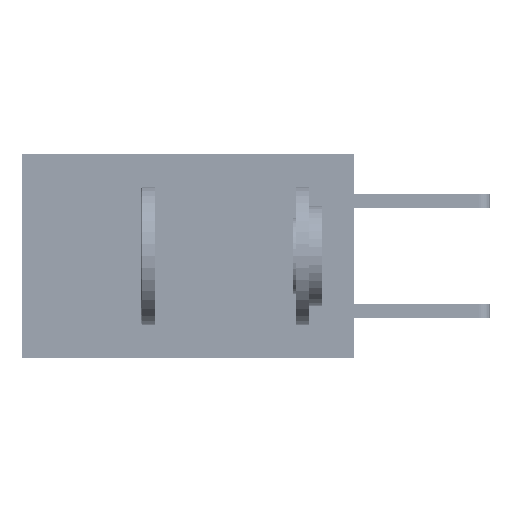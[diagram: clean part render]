
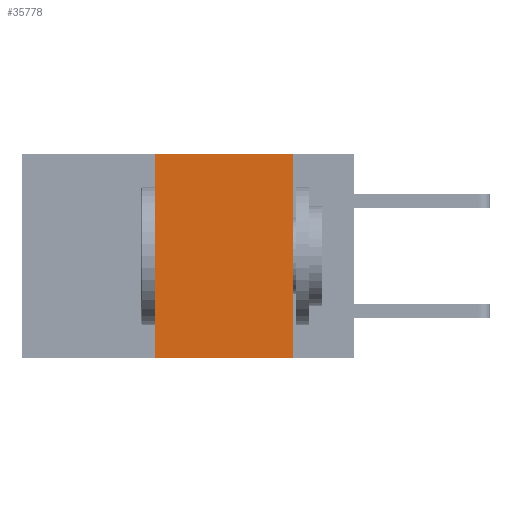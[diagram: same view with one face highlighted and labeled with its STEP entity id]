
A CAD part, left-side view. The second image highlights one B-rep face of the part: STEP entity #35778.
In plain terms, the highlighted planar face has unit normal (-1, 0, 0).
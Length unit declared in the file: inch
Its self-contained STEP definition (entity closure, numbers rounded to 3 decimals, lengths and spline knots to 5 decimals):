
#3202 = CARTESIAN_POINT ( 'NONE',  ( 0., 0.6, 0. ) ) ;
#3489 = AXIS2_PLACEMENT_3D ( 'NONE', #42644, #10381, #6651 ) ;
#6025 = EDGE_CURVE ( 'NONE', #49801, #43987, #29083, .T. ) ;
#6200 = VECTOR ( 'NONE', #32319, 39.37008 ) ;
#6651 = DIRECTION ( 'NONE',  ( 0., 0., -1. ) ) ;
#6680 = DIRECTION ( 'NONE',  ( 0., -1., 0. ) ) ;
#8027 = EDGE_CURVE ( 'NONE', #30106, #37158, #47949, .T. ) ;
#10134 = FACE_OUTER_BOUND ( 'NONE', #48840, .T. ) ;
#10381 = DIRECTION ( 'NONE',  ( 1., 0., 0. ) ) ;
#11615 = CARTESIAN_POINT ( 'NONE',  ( 0., 0.36, -0.37 ) ) ;
#17611 = CARTESIAN_POINT ( 'NONE',  ( 0., 0.11, -0.37 ) ) ;
#18921 = CARTESIAN_POINT ( 'NONE',  ( 0., 0.11, 0. ) ) ;
#22462 = VECTOR ( 'NONE', #50043, 39.37008 ) ;
#23243 = EDGE_CURVE ( 'NONE', #49801, #30106, #30340, .T. ) ;
#27158 = PLANE ( 'NONE',  #3489 ) ;
#27965 = CARTESIAN_POINT ( 'NONE',  ( 0., 0.11, 0. ) ) ;
#28864 = ORIENTED_EDGE ( 'NONE', *, *, #8027, .F. ) ;
#29083 = LINE ( 'NONE', #32830, #6200 ) ;
#30106 = VERTEX_POINT ( 'NONE', #47099 ) ;
#30340 = LINE ( 'NONE', #50302, #22462 ) ;
#30543 = ORIENTED_EDGE ( 'NONE', *, *, #45295, .F. ) ;
#32319 = DIRECTION ( 'NONE',  ( 0., -1., 0. ) ) ;
#32830 = CARTESIAN_POINT ( 'NONE',  ( 0., 0.6, -0.37 ) ) ;
#35738 = LINE ( 'NONE', #18921, #38014 ) ;
#35778 = ADVANCED_FACE ( 'NONE', ( #10134 ), #27158, .F. ) ;
#37158 = VERTEX_POINT ( 'NONE', #27965 ) ;
#38014 = VECTOR ( 'NONE', #51418, 39.37008 ) ;
#40409 = ORIENTED_EDGE ( 'NONE', *, *, #23243, .F. ) ;
#40857 = VECTOR ( 'NONE', #6680, 39.37008 ) ;
#42644 = CARTESIAN_POINT ( 'NONE',  ( 0., 0.6, 0. ) ) ;
#43987 = VERTEX_POINT ( 'NONE', #17611 ) ;
#45295 = EDGE_CURVE ( 'NONE', #37158, #43987, #35738, .T. ) ;
#47099 = CARTESIAN_POINT ( 'NONE',  ( 0., 0.36, 0. ) ) ;
#47949 = LINE ( 'NONE', #3202, #40857 ) ;
#48840 = EDGE_LOOP ( 'NONE', ( #30543, #28864, #40409, #51423 ) ) ;
#49801 = VERTEX_POINT ( 'NONE', #11615 ) ;
#50043 = DIRECTION ( 'NONE',  ( 0., 0., 1. ) ) ;
#50302 = CARTESIAN_POINT ( 'NONE',  ( 0., 0.36, 0. ) ) ;
#51418 = DIRECTION ( 'NONE',  ( 0., 0., -1. ) ) ;
#51423 = ORIENTED_EDGE ( 'NONE', *, *, #6025, .T. ) ;
